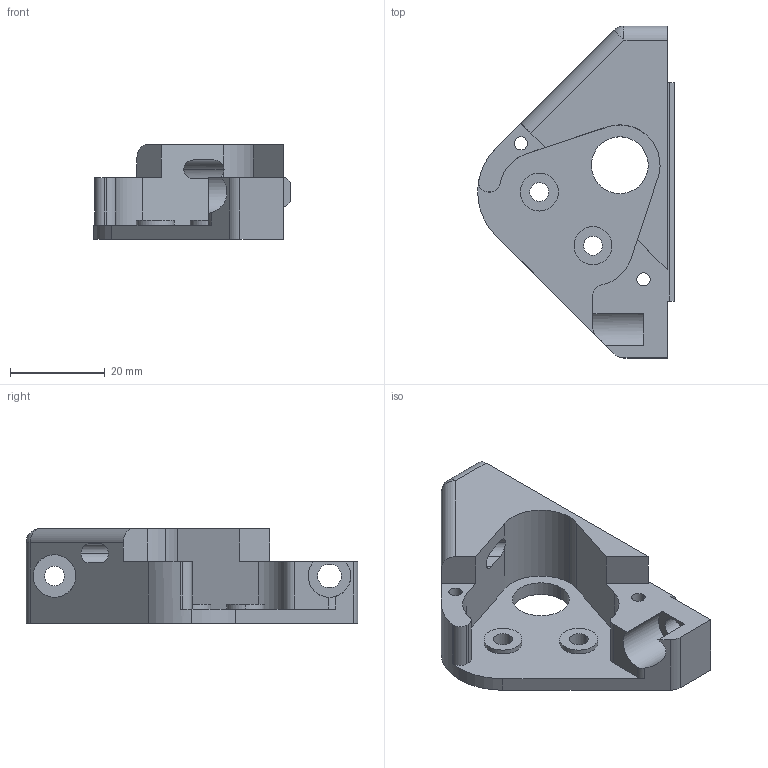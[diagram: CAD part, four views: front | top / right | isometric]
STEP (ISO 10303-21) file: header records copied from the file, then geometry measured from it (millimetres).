
FILE_DESCRIPTION (( 'STEP AP203' ), '1' );
FILE_NAME ('z_table_bearing_mount_bottom.STEP', '2019-06-25T20:16:26', ( '' ), ( '' ), 'SwSTEP 2.0', 'SolidWorks 2018', '' );
FILE_SCHEMA (( 'CONFIG_CONTROL_DESIGN' ));
Length unit declared in the file: millimetre
Products named in the file (1): z_table_bearing_mount_bottom
Bounding box: 41.47 x 70 x 20 mm (x, y, z)
Volume: 17361 mm3; surface area: 8682.3 mm2
Topology: 1 solids, 1 shells, 69 faces, 193 edges, 127 vertices
Faces by surface type: cylinder 40, plane 28, sphere 1
Entity records: 2356 total; most frequent: CARTESIAN_POINT 427, DIRECTION 396, ORIENTED_EDGE 384, EDGE_CURVE 192, AXIS2_PLACEMENT_3D 144, VERTEX_POINT 127, LINE 108, VECTOR 108
